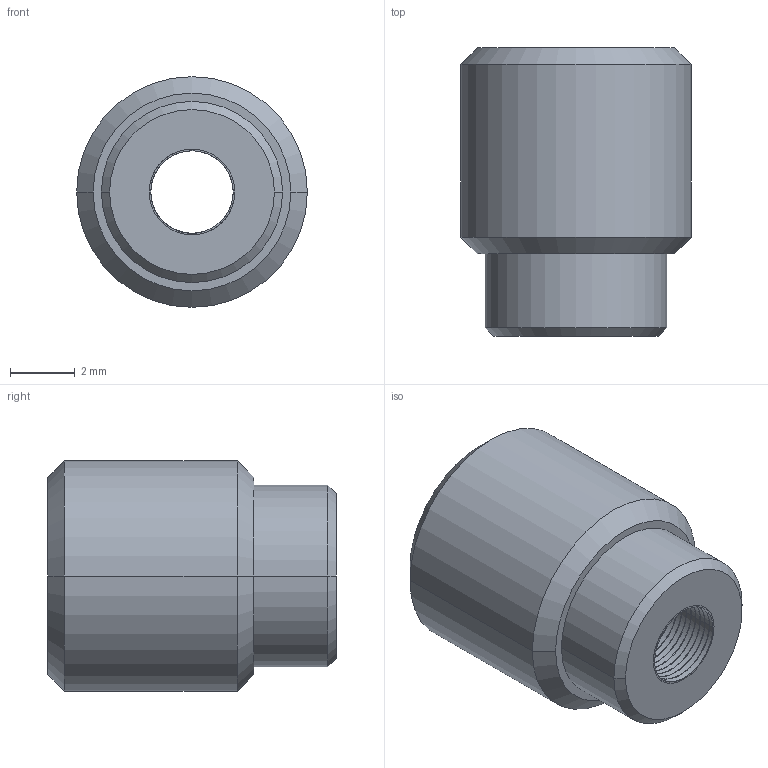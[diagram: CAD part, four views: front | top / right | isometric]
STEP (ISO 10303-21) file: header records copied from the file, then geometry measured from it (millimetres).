
FILE_DESCRIPTION (( 'STEP AP214' ), '1' );
FILE_NAME ('8570-E0W.STEP', '2011-08-18T19:32:53', ( 'Admin' ), ( 'Thorlabs, Inc.' ), 'SwSTEP 2.0', 'SolidWorks 2011', '' );
FILE_SCHEMA (( 'AUTOMOTIVE_DESIGN' ));
Length unit declared in the file: inch
Products named in the file (1): 8570-E0W
Bounding box: 7.11 x 8.89 x 7.11 mm (x, y, z)
Volume: 263.4 mm3; surface area: 376.2 mm2
Topology: 1 solids, 1 shells, 143 faces, 328 edges, 190 vertices
Faces by surface type: cylinder 129, cone 6, plane 6, bspline 2
Entity records: 7720 total; most frequent: CARTESIAN_POINT 3114, ORIENTED_EDGE 656, DIRECTION 477, EDGE_CURVE 328, VERTEX_POINT 190, AXIS2_PLACEMENT_3D 172, EDGE_LOOP 148, LENGTH_MEASURE_WITH_UNIT 146
